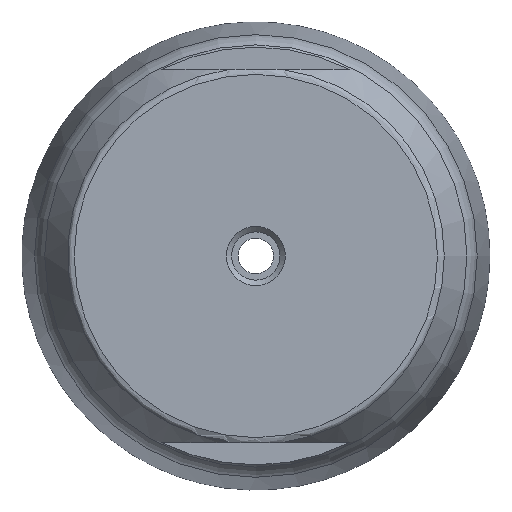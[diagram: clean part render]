
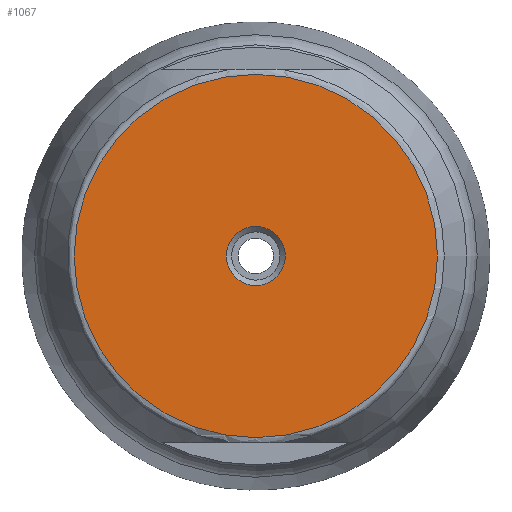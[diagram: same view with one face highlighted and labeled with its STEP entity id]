
A CAD part, front view. The second image highlights one B-rep face of the part: STEP entity #1067.
In plain terms, the highlighted planar face has unit normal (0, -1, 0).
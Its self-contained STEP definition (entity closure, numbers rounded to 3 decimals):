
#85=PLANE('',#1240);
#324=ORIENTED_EDGE('',*,*,#496,.T.);
#325=ORIENTED_EDGE('',*,*,#504,.F.);
#496=EDGE_CURVE('',#605,#605,#687,.T.);
#504=EDGE_CURVE('',#611,#611,#691,.T.);
#605=VERTEX_POINT('',#1862);
#611=VERTEX_POINT('',#1892);
#687=CIRCLE('',#1235,9.249);
#691=CIRCLE('',#1241,1.5);
#792=EDGE_LOOP('',(#324));
#793=EDGE_LOOP('',(#325));
#936=FACE_BOUND('',#792,.T.);
#937=FACE_BOUND('',#793,.T.);
#1067=ADVANCED_FACE('',(#936,#937),#85,.T.);
#1235=AXIS2_PLACEMENT_3D('',#1861,#1489,#1490);
#1240=AXIS2_PLACEMENT_3D('',#1890,#1499,#1500);
#1241=AXIS2_PLACEMENT_3D('',#1891,#1501,#1502);
#1489=DIRECTION('',(0.,-1.,0.));
#1490=DIRECTION('',(0.,0.,-1.));
#1499=DIRECTION('',(0.,-1.,0.));
#1500=DIRECTION('',(0.,0.,-1.));
#1501=DIRECTION('',(0.,-1.,0.));
#1502=DIRECTION('',(0.,0.,-1.));
#1861=CARTESIAN_POINT('',(0.,-32.7,0.));
#1862=CARTESIAN_POINT('',(0.,-32.7,-9.249));
#1890=CARTESIAN_POINT('',(0.9,-32.7,0.));
#1891=CARTESIAN_POINT('',(0.,-32.7,0.));
#1892=CARTESIAN_POINT('',(0.,-32.7,-1.5));
